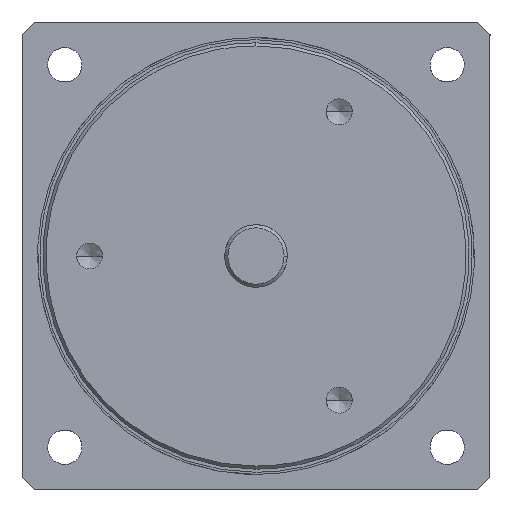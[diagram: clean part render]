
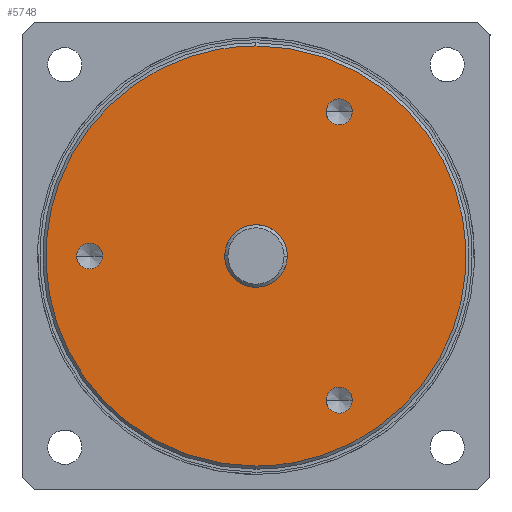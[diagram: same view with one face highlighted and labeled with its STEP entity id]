
A CAD part, front view. The second image highlights one B-rep face of the part: STEP entity #5748.
In plain terms, the highlighted free-form (B-spline) face has degree [1, 1] with [2, 2] control points.
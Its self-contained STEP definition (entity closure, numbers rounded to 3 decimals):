
#5292 = VERTEX_POINT('',#5293);
#5293 = CARTESIAN_POINT('',(-31.175,-101.23,
    21.165));
#5298 = EDGE_CURVE('',#5299,#5292,#5301,.T.);
#5299 = VERTEX_POINT('',#5300);
#5300 = CARTESIAN_POINT('',(-31.175,-101.23,
    28.509));
#5301 = ( BOUNDED_CURVE() B_SPLINE_CURVE(2,(#5302,#5303,#5304,#5305,
#5306),.UNSPECIFIED.,.F.,.F.) B_SPLINE_CURVE_WITH_KNOTS((3,2,3),(
    3.142,4.712,6.283),
.PIECEWISE_BEZIER_KNOTS.) CURVE() GEOMETRIC_REPRESENTATION_ITEM() 
RATIONAL_B_SPLINE_CURVE((1.,0.707,1.,0.707,1.)) 
REPRESENTATION_ITEM('') );
#5302 = CARTESIAN_POINT('',(-31.175,-101.23,
    28.509));
#5303 = CARTESIAN_POINT('',(-34.847,-101.23,
    28.509));
#5304 = CARTESIAN_POINT('',(-34.847,-101.23,
    24.837));
#5305 = CARTESIAN_POINT('',(-34.847,-101.23,
    21.165));
#5306 = CARTESIAN_POINT('',(-31.175,-101.23,
    21.165));
#5340 = VERTEX_POINT('',#5341);
#5341 = CARTESIAN_POINT('',(-22.913,-101.23,
    41.796));
#5346 = EDGE_CURVE('',#5347,#5340,#5349,.T.);
#5347 = VERTEX_POINT('',#5348);
#5348 = CARTESIAN_POINT('',(-19.854,-101.23,
    41.796));
#5349 = ( BOUNDED_CURVE() B_SPLINE_CURVE(2,(#5350,#5351,#5352,#5353,
#5354),.UNSPECIFIED.,.F.,.F.) B_SPLINE_CURVE_WITH_KNOTS((3,2,3),(
    3.142,4.712,6.283),
.PIECEWISE_BEZIER_KNOTS.) CURVE() GEOMETRIC_REPRESENTATION_ITEM() 
RATIONAL_B_SPLINE_CURVE((1.,0.707,1.,0.707,1.)) 
REPRESENTATION_ITEM('') );
#5350 = CARTESIAN_POINT('',(-19.854,-101.23,
    41.796));
#5351 = CARTESIAN_POINT('',(-19.854,-101.23,
    43.326));
#5352 = CARTESIAN_POINT('',(-21.384,-101.23,
    43.326));
#5353 = CARTESIAN_POINT('',(-22.913,-101.23,
    43.326));
#5354 = CARTESIAN_POINT('',(-22.913,-101.23,
    41.796));
#5388 = VERTEX_POINT('',#5389);
#5389 = CARTESIAN_POINT('',(-52.287,-101.23,
    24.837));
#5394 = EDGE_CURVE('',#5395,#5388,#5397,.T.);
#5395 = VERTEX_POINT('',#5396);
#5396 = CARTESIAN_POINT('',(-49.228,-101.23,
    24.837));
#5397 = ( BOUNDED_CURVE() B_SPLINE_CURVE(2,(#5398,#5399,#5400,#5401,
#5402),.UNSPECIFIED.,.F.,.F.) B_SPLINE_CURVE_WITH_KNOTS((3,2,3),(
    3.142,4.712,6.283),
.PIECEWISE_BEZIER_KNOTS.) CURVE() GEOMETRIC_REPRESENTATION_ITEM() 
RATIONAL_B_SPLINE_CURVE((1.,0.707,1.,0.707,1.)) 
REPRESENTATION_ITEM('') );
#5398 = CARTESIAN_POINT('',(-49.228,-101.23,
    24.837));
#5399 = CARTESIAN_POINT('',(-49.228,-101.23,
    26.367));
#5400 = CARTESIAN_POINT('',(-50.757,-101.23,
    26.367));
#5401 = CARTESIAN_POINT('',(-52.287,-101.23,
    26.367));
#5402 = CARTESIAN_POINT('',(-52.287,-101.23,
    24.837));
#5436 = VERTEX_POINT('',#5437);
#5437 = CARTESIAN_POINT('',(-22.913,-101.23,
    7.878));
#5442 = EDGE_CURVE('',#5443,#5436,#5445,.T.);
#5443 = VERTEX_POINT('',#5444);
#5444 = CARTESIAN_POINT('',(-19.854,-101.23,
    7.878));
#5445 = ( BOUNDED_CURVE() B_SPLINE_CURVE(2,(#5446,#5447,#5448,#5449,
#5450),.UNSPECIFIED.,.F.,.F.) B_SPLINE_CURVE_WITH_KNOTS((3,2,3),(
    3.142,4.712,6.283),
.PIECEWISE_BEZIER_KNOTS.) CURVE() GEOMETRIC_REPRESENTATION_ITEM() 
RATIONAL_B_SPLINE_CURVE((1.,0.707,1.,0.707,1.)) 
REPRESENTATION_ITEM('') );
#5446 = CARTESIAN_POINT('',(-19.854,-101.23,
    7.878));
#5447 = CARTESIAN_POINT('',(-19.854,-101.23,
    9.408));
#5448 = CARTESIAN_POINT('',(-21.384,-101.23,
    9.408));
#5449 = CARTESIAN_POINT('',(-22.913,-101.23,
    9.408));
#5450 = CARTESIAN_POINT('',(-22.913,-101.23,
    7.878));
#5481 = EDGE_CURVE('',#5482,#5484,#5486,.T.);
#5482 = VERTEX_POINT('',#5483);
#5483 = CARTESIAN_POINT('',(-31.175,-101.23,
    49.56));
#5484 = VERTEX_POINT('',#5485);
#5485 = CARTESIAN_POINT('',(-31.175,-101.23,
    0.114));
#5486 = ( BOUNDED_CURVE() B_SPLINE_CURVE(2,(#5487,#5488,#5489,#5490,
#5491),.UNSPECIFIED.,.F.,.F.) B_SPLINE_CURVE_WITH_KNOTS((3,2,3),(0.,
1.571,3.142),.PIECEWISE_BEZIER_KNOTS.) CURVE() 
GEOMETRIC_REPRESENTATION_ITEM() RATIONAL_B_SPLINE_CURVE((1.,
0.707,1.,0.707,1.)) REPRESENTATION_ITEM('') );
#5487 = CARTESIAN_POINT('',(-31.175,-101.23,
    49.56));
#5488 = CARTESIAN_POINT('',(-6.452,-101.23,
    49.56));
#5489 = CARTESIAN_POINT('',(-6.452,-101.23,
    24.837));
#5490 = CARTESIAN_POINT('',(-6.452,-101.23,
    0.114));
#5491 = CARTESIAN_POINT('',(-31.175,-101.23,
    0.114));
#5599 = EDGE_CURVE('',#5484,#5482,#5600,.T.);
#5600 = ( BOUNDED_CURVE() B_SPLINE_CURVE(2,(#5601,#5602,#5603,#5604,
#5605),.UNSPECIFIED.,.F.,.F.) B_SPLINE_CURVE_WITH_KNOTS((3,2,3),(
    3.142,4.712,6.283),
.PIECEWISE_BEZIER_KNOTS.) CURVE() GEOMETRIC_REPRESENTATION_ITEM() 
RATIONAL_B_SPLINE_CURVE((1.,0.707,1.,0.707,1.)) 
REPRESENTATION_ITEM('') );
#5601 = CARTESIAN_POINT('',(-31.175,-101.23,
    0.114));
#5602 = CARTESIAN_POINT('',(-55.898,-101.23,
    0.114));
#5603 = CARTESIAN_POINT('',(-55.898,-101.23,
    24.837));
#5604 = CARTESIAN_POINT('',(-55.898,-101.23,
    49.56));
#5605 = CARTESIAN_POINT('',(-31.175,-101.23,
    49.56));
#5677 = EDGE_CURVE('',#5436,#5443,#5678,.T.);
#5678 = ( BOUNDED_CURVE() B_SPLINE_CURVE(2,(#5679,#5680,#5681,#5682,
#5683),.UNSPECIFIED.,.F.,.F.) B_SPLINE_CURVE_WITH_KNOTS((3,2,3),(0.,
1.571,3.142),.PIECEWISE_BEZIER_KNOTS.) CURVE() 
GEOMETRIC_REPRESENTATION_ITEM() RATIONAL_B_SPLINE_CURVE((1.,
0.707,1.,0.707,1.)) REPRESENTATION_ITEM('') );
#5679 = CARTESIAN_POINT('',(-22.913,-101.23,
    7.878));
#5680 = CARTESIAN_POINT('',(-22.913,-101.23,
    6.348));
#5681 = CARTESIAN_POINT('',(-21.384,-101.23,
    6.348));
#5682 = CARTESIAN_POINT('',(-19.854,-101.23,
    6.348));
#5683 = CARTESIAN_POINT('',(-19.854,-101.23,
    7.878));
#5702 = EDGE_CURVE('',#5388,#5395,#5703,.T.);
#5703 = ( BOUNDED_CURVE() B_SPLINE_CURVE(2,(#5704,#5705,#5706,#5707,
#5708),.UNSPECIFIED.,.F.,.F.) B_SPLINE_CURVE_WITH_KNOTS((3,2,3),(0.,
1.571,3.142),.PIECEWISE_BEZIER_KNOTS.) CURVE() 
GEOMETRIC_REPRESENTATION_ITEM() RATIONAL_B_SPLINE_CURVE((1.,
0.707,1.,0.707,1.)) REPRESENTATION_ITEM('') );
#5704 = CARTESIAN_POINT('',(-52.287,-101.23,
    24.837));
#5705 = CARTESIAN_POINT('',(-52.287,-101.23,
    23.307));
#5706 = CARTESIAN_POINT('',(-50.757,-101.23,
    23.307));
#5707 = CARTESIAN_POINT('',(-49.228,-101.23,
    23.307));
#5708 = CARTESIAN_POINT('',(-49.228,-101.23,
    24.837));
#5727 = EDGE_CURVE('',#5340,#5347,#5728,.T.);
#5728 = ( BOUNDED_CURVE() B_SPLINE_CURVE(2,(#5729,#5730,#5731,#5732,
#5733),.UNSPECIFIED.,.F.,.F.) B_SPLINE_CURVE_WITH_KNOTS((3,2,3),(0.,
1.571,3.142),.PIECEWISE_BEZIER_KNOTS.) CURVE() 
GEOMETRIC_REPRESENTATION_ITEM() RATIONAL_B_SPLINE_CURVE((1.,
0.707,1.,0.707,1.)) REPRESENTATION_ITEM('') );
#5729 = CARTESIAN_POINT('',(-22.913,-101.23,
    41.796));
#5730 = CARTESIAN_POINT('',(-22.913,-101.23,
    40.266));
#5731 = CARTESIAN_POINT('',(-21.384,-101.23,
    40.266));
#5732 = CARTESIAN_POINT('',(-19.854,-101.23,
    40.266));
#5733 = CARTESIAN_POINT('',(-19.854,-101.23,
    41.796));
#5748 = ADVANCED_FACE('',(#5749,#5760,#5764,#5768,#5772),#5776,.T.);
#5749 = FACE_BOUND('',#5750,.T.);
#5750 = EDGE_LOOP('',(#5751,#5759));
#5751 = ORIENTED_EDGE('',*,*,#5752,.F.);
#5752 = EDGE_CURVE('',#5292,#5299,#5753,.T.);
#5753 = ( BOUNDED_CURVE() B_SPLINE_CURVE(2,(#5754,#5755,#5756,#5757,
#5758),.UNSPECIFIED.,.F.,.F.) B_SPLINE_CURVE_WITH_KNOTS((3,2,3),(0.,
1.571,3.142),.PIECEWISE_BEZIER_KNOTS.) CURVE() 
GEOMETRIC_REPRESENTATION_ITEM() RATIONAL_B_SPLINE_CURVE((1.,
0.707,1.,0.707,1.)) REPRESENTATION_ITEM('') );
#5754 = CARTESIAN_POINT('',(-31.175,-101.23,
    21.165));
#5755 = CARTESIAN_POINT('',(-27.503,-101.23,
    21.165));
#5756 = CARTESIAN_POINT('',(-27.503,-101.23,
    24.837));
#5757 = CARTESIAN_POINT('',(-27.503,-101.23,
    28.509));
#5758 = CARTESIAN_POINT('',(-31.175,-101.23,
    28.509));
#5759 = ORIENTED_EDGE('',*,*,#5298,.F.);
#5760 = FACE_BOUND('',#5761,.T.);
#5761 = EDGE_LOOP('',(#5762,#5763));
#5762 = ORIENTED_EDGE('',*,*,#5677,.F.);
#5763 = ORIENTED_EDGE('',*,*,#5442,.F.);
#5764 = FACE_BOUND('',#5765,.T.);
#5765 = EDGE_LOOP('',(#5766,#5767));
#5766 = ORIENTED_EDGE('',*,*,#5702,.F.);
#5767 = ORIENTED_EDGE('',*,*,#5394,.F.);
#5768 = FACE_BOUND('',#5769,.T.);
#5769 = EDGE_LOOP('',(#5770,#5771));
#5770 = ORIENTED_EDGE('',*,*,#5727,.F.);
#5771 = ORIENTED_EDGE('',*,*,#5346,.F.);
#5772 = FACE_BOUND('',#5773,.T.);
#5773 = EDGE_LOOP('',(#5774,#5775));
#5774 = ORIENTED_EDGE('',*,*,#5481,.F.);
#5775 = ORIENTED_EDGE('',*,*,#5599,.F.);
#5776 = B_SPLINE_SURFACE_WITH_KNOTS('',1,1,(
    (#5777,#5778)
    ,(#5779,#5780
    )),.UNSPECIFIED.,.F.,.F.,.F.,(2,2),(2,2),(0.,40.4),(-20.2
    ,20.2),.PIECEWISE_BEZIER_KNOTS.);
#5777 = CARTESIAN_POINT('',(-55.898,-101.23,
    49.56));
#5778 = CARTESIAN_POINT('',(-6.452,-101.23,
    49.56));
#5779 = CARTESIAN_POINT('',(-55.898,-101.23,
    0.114));
#5780 = CARTESIAN_POINT('',(-6.452,-101.23,
    0.114));
